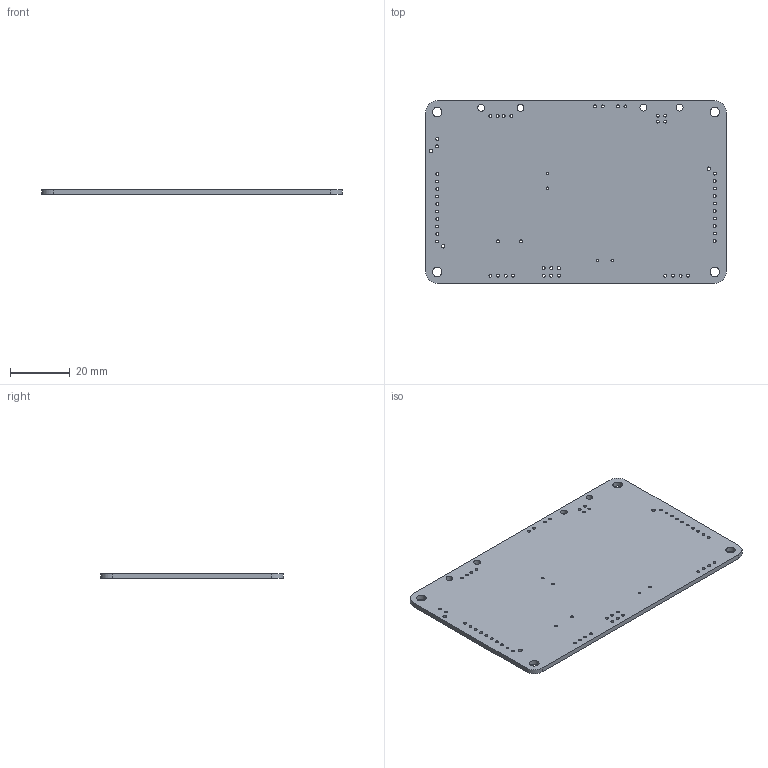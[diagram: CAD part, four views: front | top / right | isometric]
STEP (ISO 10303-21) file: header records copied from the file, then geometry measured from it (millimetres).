
FILE_DESCRIPTION(('KiCad electronic assembly'),'2;1');
FILE_NAME('StockPile_Final.step','2021-07-31T11:57:52',('An Author'),( 'A Company'),'Open CASCADE STEP processor 6.9', 'KiCad to STEP converter','Unknown');
FILE_SCHEMA(('AUTOMOTIVE_DESIGN { 1 0 10303 214 1 1 1 1 }'));
Length unit declared in the file: millimetre
Products named in the file (2): Open CASCADE STEP translator 6.9 1; COMPOUND
Assembly tree (1 placements, depth 2):
  Open CASCADE STEP translator 6.9 1
    COMPOUND
Bounding box: 100.33 x 60.96 x 1.6 mm (x, y, z)
Volume: 9619.7 mm3; surface area: 12919 mm2
Topology: 1 solids, 1 shells, 75 faces, 219 edges, 146 vertices
Faces by surface type: cylinder 69, plane 6
Full cylindrical faces by diameter (mm): 0.8 x4, 0.92 x4, 0.95 x24, 1 x22, 1.2 x3, 2.3 x2, 2.33 x2, 3.2 x4
Entity records: 5725 total; most frequent: DIRECTION 949, CARTESIAN_POINT 880, ORIENTED_EDGE 438, PCURVE 438, DEFINITIONAL_REPRESENTATION 438, LINE 381, VECTOR 381, CIRCLE 276
